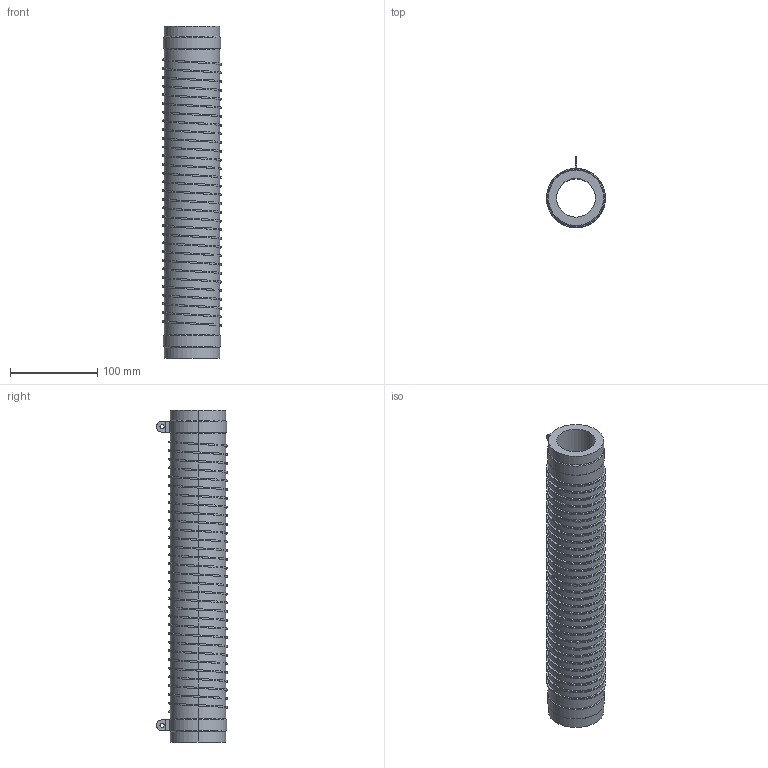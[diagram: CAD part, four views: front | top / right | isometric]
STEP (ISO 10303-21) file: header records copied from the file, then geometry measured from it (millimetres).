
FILE_DESCRIPTION (( 'STEP AP214' ), '1' );
FILE_NAME ('FSE01000.STEP', '2014-03-13T10:35:31', ( '' ), ( '' ), 'SwSTEP 2.0', 'SolidWorks 2012', '' );
FILE_SCHEMA (( 'AUTOMOTIVE_DESIGN' ));
Length unit declared in the file: millimetre
Products named in the file (1): FSE01000
Bounding box: 67.5 x 81.38 x 381 mm (x, y, z)
Volume: 640357.9 mm3; surface area: 159765.6 mm2
Topology: 1 solids, 1 shells, 108 faces, 294 edges, 188 vertices
Faces by surface type: cylinder 81, plane 16, cone 8, bspline 3
Entity records: 14111 total; most frequent: CARTESIAN_POINT 10514, ORIENTED_EDGE 588, DIRECTION 422, EDGE_CURVE 294, VERTEX_POINT 188, AXIS2_PLACEMENT_3D 150, LINE 122, VECTOR 122
